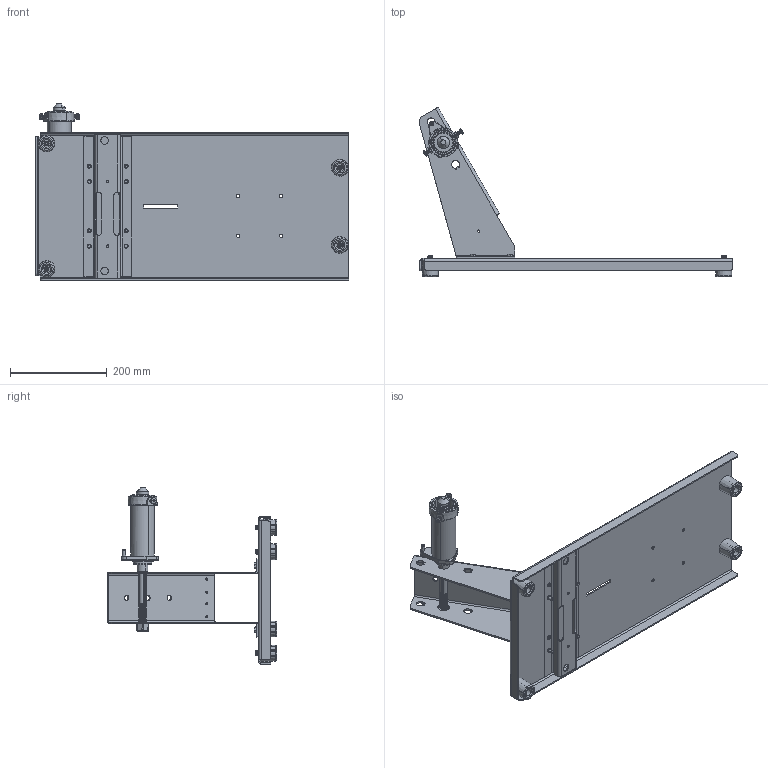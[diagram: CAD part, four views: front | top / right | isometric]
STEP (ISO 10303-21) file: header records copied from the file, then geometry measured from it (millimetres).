
FILE_DESCRIPTION (( 'STEP AP214' ), '1' );
FILE_NAME ('277978.STEP', '2019-01-17T16:10:57', ( 'Windows User' ), ( 'IT' ), 'SwSTEP 2.0', 'SolidWorks 2017', '' );
FILE_SCHEMA (( 'AUTOMOTIVE_DESIGN' ));
Length unit declared in the file: inch
Products named in the file (24): 010233; 057971; 058428; 010191; 180571_WELDED; 180571-1; 180574; 604224; 601847; 200557; 137809_.190-32 x 0.875 Lg (#137809); 200556; 134306; 277972; 141753; 248974; 277978; 058628; 058427; 058426; 057665; 057664; 058425; 135205
Assembly tree (41 placements, depth 4):
  277978
    277972
    200556
    200557
    604224  x4
    141753
      180571_WELDED
        180574
        180571-1
      010191  x2
      058428
      057971  x2
      010233
      135205
      058427
        058425
        057664  x2
        057665  x2
        058426  x2
      058628  x2
      248974
    134306  x4
    137809_.190-32 x 0.875 Lg (#137809)  x4
    601847  x4
Bounding box: 648.68 x 350.5 x 364.19 mm (x, y, z)
Volume: 1296341.1 mm3; surface area: 888792.2 mm2
Topology: 42 solids, 42 shells, 1711 faces, 4270 edges, 2702 vertices
Faces by surface type: cylinder 709, plane 640, cone 150, torus 131, bspline 66, sphere 15
Entity records: 43666 total; most frequent: CARTESIAN_POINT 13076, DIRECTION 6320, ORIENTED_EDGE 6138, EDGE_CURVE 3069, AXIS2_PLACEMENT_3D 2511, VERTEX_POINT 1936, EDGE_LOOP 1355, CIRCLE 1323
